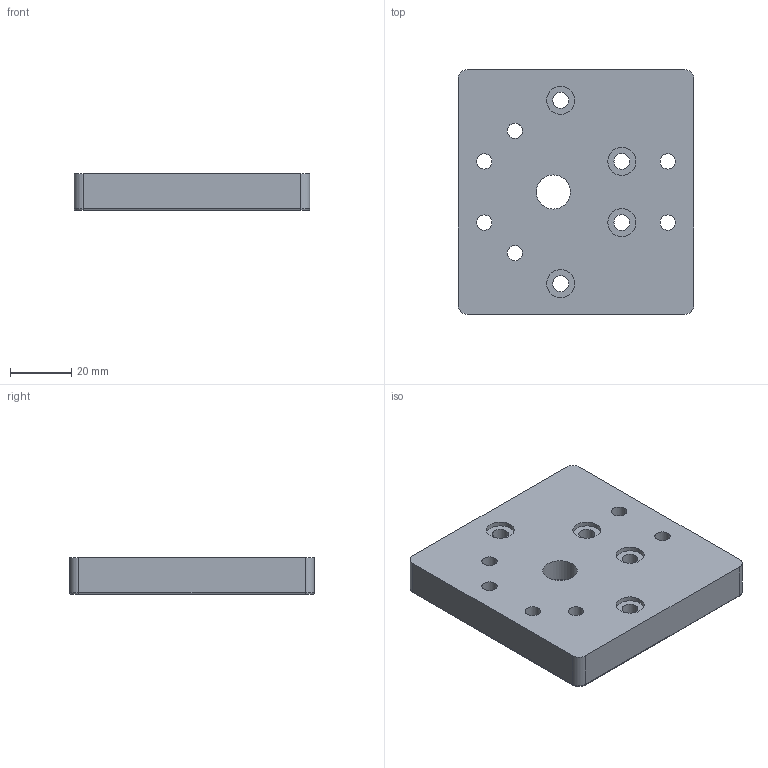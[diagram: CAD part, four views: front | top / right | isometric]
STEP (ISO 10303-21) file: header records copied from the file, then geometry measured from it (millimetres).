
FILE_DESCRIPTION(/* description */ ('','CAx-IF Rec.Pracs.---Representation and Presentation of Product Manufacturing Information (PMI)---4.0---2014-10-13'),/* implementation_level */ '2;1');
FILE_NAME(/* name */ '2 Become 1 v9.step',/* time_stamp */ '2025-05-05T16:04:46-06:00',/* author */ (''),/* organization */ (''),/* preprocessor_version */ 'ST-DEVELOPER v20',/* originating_system */ 'Autodesk Translation Framework v13.20.0.188',/* authorisation */ '');
FILE_SCHEMA (('AP242_MANAGED_MODEL_BASED_3D_ENGINEERING_MIM_LF { 1 0 10303 442 1 1 4 }'));
Length unit declared in the file: millimetre
Products named in the file (2): 2 Become 1; C-Beam End Mount v1
Assembly tree (1 placements, depth 2):
  2 Become 1
    C-Beam End Mount v1
Bounding box: 77.15 x 80 x 12 mm (x, y, z)
Volume: 69041.5 mm3; surface area: 18000.2 mm2
Topology: 1 solids, 1 shells, 51 faces, 106 edges, 68 vertices
Faces by surface type: cylinder 30, plane 17, torus 4
Full cylindrical faces by diameter (mm): 5 x6, 5.2 x4, 9.2 x4, 10 x6, 11.176 x1, 16.1 x1
Entity records: 1484 total; most frequent: DIRECTION 278, CARTESIAN_POINT 228, ORIENTED_EDGE 212, AXIS2_PLACEMENT_3D 118, EDGE_CURVE 106, EDGE_LOOP 84, VERTEX_POINT 68, CIRCLE 64
